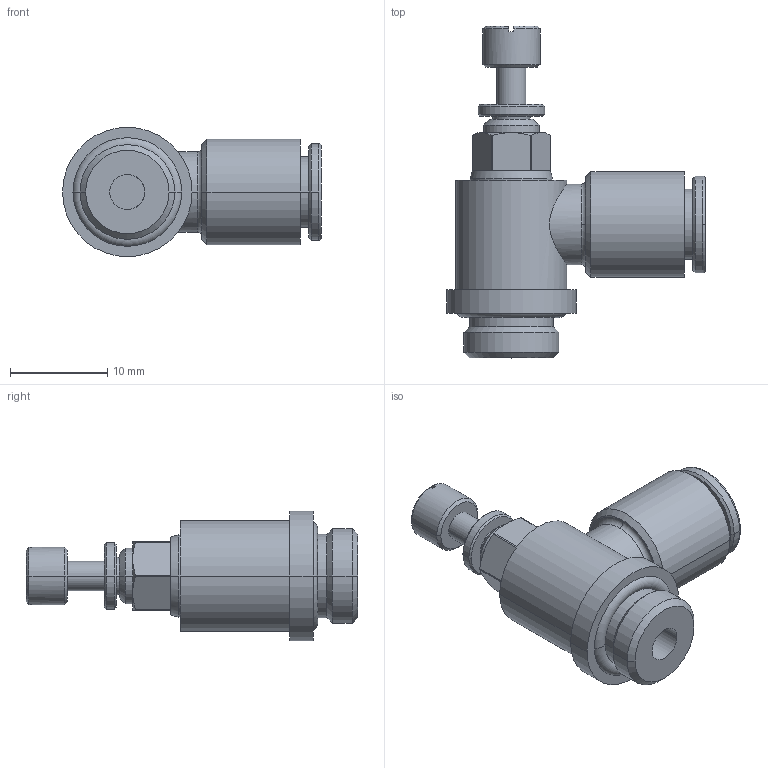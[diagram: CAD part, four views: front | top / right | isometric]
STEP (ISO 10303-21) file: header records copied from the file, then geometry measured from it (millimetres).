
FILE_DESCRIPTION(('STEP AP214'),'1');
FILE_NAME('7662_06_10.stp','2016-07-07T14:58:17',('TraceParts'),('TraceParts S.A.'),'Spatial InterOp 3D',' ',' ');
FILE_SCHEMA(('automotive_design'));
Length unit declared in the file: millimetre
Products named in the file (1): 1
Bounding box: 26.59 x 34.1 x 13.3 mm (x, y, z)
Volume: 2926.3 mm3; surface area: 2340.5 mm2
Topology: 1 solids, 1 shells, 106 faces, 250 edges, 158 vertices
Faces by surface type: cone 42, cylinder 30, plane 28, torus 6
Entity records: 3287 total; most frequent: CARTESIAN_POINT 766, DIRECTION 574, ORIENTED_EDGE 500, EDGE_CURVE 250, AXIS2_PLACEMENT_3D 240, VERTEX_POINT 158, CIRCLE 133, EDGE_LOOP 120
